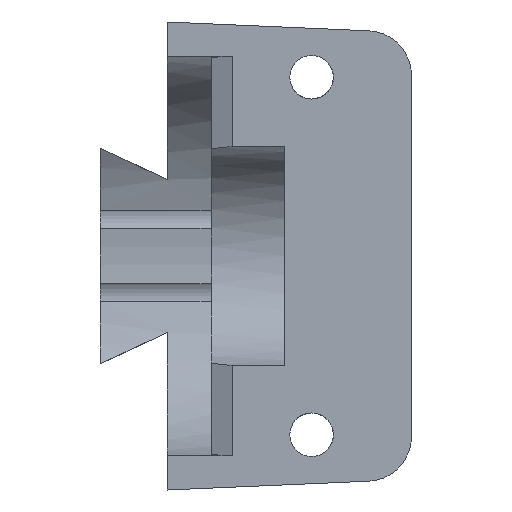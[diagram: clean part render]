
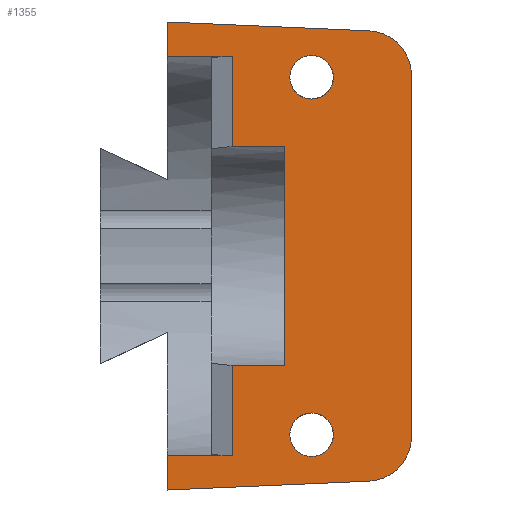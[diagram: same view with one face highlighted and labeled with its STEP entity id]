
A CAD part, left-side view. The second image highlights one B-rep face of the part: STEP entity #1355.
In plain terms, the highlighted planar face has unit normal (-1, 0, 0).
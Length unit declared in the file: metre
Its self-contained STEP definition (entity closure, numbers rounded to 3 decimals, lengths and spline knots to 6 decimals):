
#73=CIRCLE('',#1460,0.002);
#74=CIRCLE('',#1461,0.002);
#75=CIRCLE('',#1462,0.000975);
#76=CIRCLE('',#1463,0.000975);
#212=ORIENTED_EDGE('',*,*,#608,.F.);
#213=ORIENTED_EDGE('',*,*,#609,.F.);
#214=ORIENTED_EDGE('',*,*,#610,.T.);
#215=ORIENTED_EDGE('',*,*,#611,.F.);
#216=ORIENTED_EDGE('',*,*,#612,.T.);
#217=ORIENTED_EDGE('',*,*,#613,.T.);
#218=ORIENTED_EDGE('',*,*,#614,.F.);
#219=ORIENTED_EDGE('',*,*,#615,.F.);
#220=ORIENTED_EDGE('',*,*,#616,.F.);
#221=ORIENTED_EDGE('',*,*,#617,.T.);
#222=ORIENTED_EDGE('',*,*,#618,.T.);
#223=ORIENTED_EDGE('',*,*,#619,.T.);
#224=ORIENTED_EDGE('',*,*,#595,.F.);
#225=ORIENTED_EDGE('',*,*,#620,.T.);
#226=ORIENTED_EDGE('',*,*,#621,.F.);
#227=ORIENTED_EDGE('',*,*,#622,.T.);
#595=EDGE_CURVE('',#792,#789,#919,.T.);
#608=EDGE_CURVE('',#804,#805,#928,.F.);
#609=EDGE_CURVE('',#806,#804,#929,.T.);
#610=EDGE_CURVE('',#806,#807,#930,.F.);
#611=EDGE_CURVE('',#808,#807,#931,.T.);
#612=EDGE_CURVE('',#808,#809,#932,.T.);
#613=EDGE_CURVE('',#809,#810,#933,.T.);
#614=EDGE_CURVE('',#811,#810,#934,.T.);
#615=EDGE_CURVE('',#812,#811,#73,.T.);
#616=EDGE_CURVE('',#813,#812,#935,.T.);
#617=EDGE_CURVE('',#813,#814,#74,.T.);
#618=EDGE_CURVE('',#814,#815,#936,.T.);
#619=EDGE_CURVE('',#815,#789,#937,.T.);
#620=EDGE_CURVE('',#792,#805,#938,.T.);
#621=EDGE_CURVE('',#816,#816,#75,.T.);
#622=EDGE_CURVE('',#817,#817,#76,.T.);
#789=VERTEX_POINT('',#1987);
#792=VERTEX_POINT('',#1993);
#804=VERTEX_POINT('',#2026);
#805=VERTEX_POINT('',#2027);
#806=VERTEX_POINT('',#2029);
#807=VERTEX_POINT('',#2031);
#808=VERTEX_POINT('',#2033);
#809=VERTEX_POINT('',#2035);
#810=VERTEX_POINT('',#2037);
#811=VERTEX_POINT('',#2039);
#812=VERTEX_POINT('',#2041);
#813=VERTEX_POINT('',#2043);
#814=VERTEX_POINT('',#2045);
#815=VERTEX_POINT('',#2047);
#816=VERTEX_POINT('',#2051);
#817=VERTEX_POINT('',#2053);
#919=LINE('',#1994,#1018);
#928=LINE('',#2025,#1027);
#929=LINE('',#2028,#1028);
#930=LINE('',#2030,#1029);
#931=LINE('',#2032,#1030);
#932=LINE('',#2034,#1031);
#933=LINE('',#2036,#1032);
#934=LINE('',#2038,#1033);
#935=LINE('',#2042,#1034);
#936=LINE('',#2046,#1035);
#937=LINE('',#2048,#1036);
#938=LINE('',#2049,#1037);
#1018=VECTOR('',#1623,1.);
#1027=VECTOR('',#1644,1.);
#1028=VECTOR('',#1645,1.);
#1029=VECTOR('',#1646,1.);
#1030=VECTOR('',#1647,1.);
#1031=VECTOR('',#1648,1.);
#1032=VECTOR('',#1649,1.);
#1033=VECTOR('',#1650,1.);
#1034=VECTOR('',#1653,1.);
#1035=VECTOR('',#1656,1.);
#1036=VECTOR('',#1657,1.);
#1037=VECTOR('',#1658,1.);
#1110=EDGE_LOOP('',(#212,#213,#214,#215,#216,#217,#218,#219,#220,#221,#222,
#223,#224,#225));
#1111=EDGE_LOOP('',(#226));
#1112=EDGE_LOOP('',(#227));
#1216=FACE_BOUND('',#1110,.T.);
#1217=FACE_BOUND('',#1111,.T.);
#1218=FACE_BOUND('',#1112,.T.);
#1315=PLANE('',#1459);
#1355=ADVANCED_FACE('',(#1216,#1217,#1218),#1315,.T.);
#1459=AXIS2_PLACEMENT_3D('',#2024,#1642,#1643);
#1460=AXIS2_PLACEMENT_3D('',#2040,#1651,#1652);
#1461=AXIS2_PLACEMENT_3D('',#2044,#1654,#1655);
#1462=AXIS2_PLACEMENT_3D('',#2050,#1659,#1660);
#1463=AXIS2_PLACEMENT_3D('',#2052,#1661,#1662);
#1623=DIRECTION('',(0.,1.,0.));
#1642=DIRECTION('',(-1.,0.,0.));
#1643=DIRECTION('',(0.,0.,1.));
#1644=DIRECTION('',(0.,-1.,0.));
#1645=DIRECTION('',(0.,0.,1.));
#1646=DIRECTION('',(0.,-1.,0.));
#1647=DIRECTION('',(0.,0.,1.));
#1648=DIRECTION('',(0.,1.,0.));
#1649=DIRECTION('',(0.,0.,-1.));
#1650=DIRECTION('',(0.,0.999,-0.044));
#1651=DIRECTION('',(1.,0.,0.));
#1652=DIRECTION('',(0.,0.,-1.));
#1653=DIRECTION('',(0.,0.,-1.));
#1654=DIRECTION('',(-1.,0.,0.));
#1655=DIRECTION('',(0.,0.,1.));
#1656=DIRECTION('',(0.,0.999,0.044));
#1657=DIRECTION('',(0.,0.,-1.));
#1658=DIRECTION('',(0.,0.,-1.));
#1659=DIRECTION('',(-1.,0.,0.));
#1660=DIRECTION('',(0.,0.,1.));
#1661=DIRECTION('',(1.,0.,0.));
#1662=DIRECTION('',(0.,0.,-1.));
#1987=CARTESIAN_POINT('',(0.001,-0.00455,0.008944));
#1993=CARTESIAN_POINT('',(0.001,-0.007442,0.008944));
#1994=CARTESIAN_POINT('',(0.001,-0.011,0.008944));
#2024=CARTESIAN_POINT('',(0.001,-0.011,0.008));
#2025=CARTESIAN_POINT('',(0.001,-0.0065,0.004899));
#2026=CARTESIAN_POINT('',(0.001,-0.0098,0.004899));
#2027=CARTESIAN_POINT('',(0.001,-0.007442,0.004899));
#2028=CARTESIAN_POINT('',(0.001,-0.0098,-0.004899));
#2029=CARTESIAN_POINT('',(0.001,-0.0098,-0.004899));
#2030=CARTESIAN_POINT('',(0.001,-0.0065,-0.004899));
#2031=CARTESIAN_POINT('',(0.001,-0.007442,-0.004899));
#2032=CARTESIAN_POINT('',(0.001,-0.007442,-0.004899));
#2033=CARTESIAN_POINT('',(0.001,-0.007442,-0.008944));
#2034=CARTESIAN_POINT('',(0.001,-0.011,-0.008944));
#2035=CARTESIAN_POINT('',(0.001,-0.00455,-0.008944));
#2036=CARTESIAN_POINT('',(0.001,-0.00455,0.008));
#2037=CARTESIAN_POINT('',(0.001,-0.00455,-0.010477));
#2038=CARTESIAN_POINT('',(0.001,0.0095,-0.01109));
#2039=CARTESIAN_POINT('',(0.001,-0.013562,-0.010084));
#2040=CARTESIAN_POINT('',(0.001,-0.013475,-0.008085));
#2041=CARTESIAN_POINT('',(0.001,-0.015475,-0.008085));
#2042=CARTESIAN_POINT('',(0.001,-0.015475,0.01));
#2043=CARTESIAN_POINT('',(0.001,-0.015475,0.008085));
#2044=CARTESIAN_POINT('',(0.001,-0.013475,0.008085));
#2045=CARTESIAN_POINT('',(0.001,-0.013562,0.010084));
#2046=CARTESIAN_POINT('',(0.001,0.0095,0.01109));
#2047=CARTESIAN_POINT('',(0.001,-0.00455,0.010477));
#2048=CARTESIAN_POINT('',(0.001,-0.00455,0.008));
#2049=CARTESIAN_POINT('',(0.001,-0.007442,0.004899));
#2050=CARTESIAN_POINT('',(0.001,-0.011,0.008));
#2051=CARTESIAN_POINT('',(0.001,-0.011,0.008975));
#2052=CARTESIAN_POINT('',(0.001,-0.011,-0.008));
#2053=CARTESIAN_POINT('',(0.001,-0.011,-0.008975));
